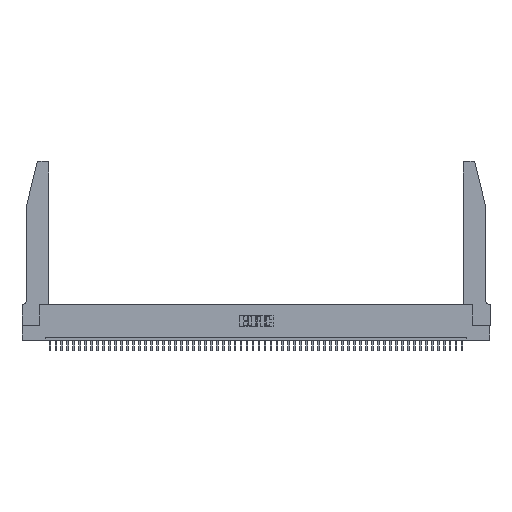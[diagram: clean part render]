
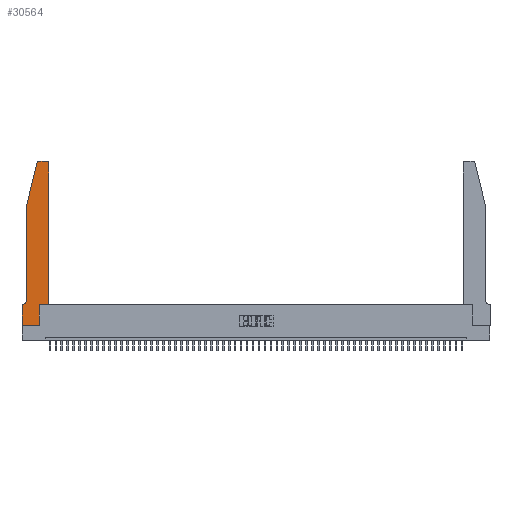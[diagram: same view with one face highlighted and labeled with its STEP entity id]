
A CAD part, top view. The second image highlights one B-rep face of the part: STEP entity #30564.
In plain terms, the highlighted planar face has unit normal (0, 0, 1).
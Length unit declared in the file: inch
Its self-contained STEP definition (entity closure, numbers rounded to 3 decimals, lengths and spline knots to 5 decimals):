
#57 = VECTOR ( 'NONE', #2213, 39.37008 ) ;
#102 = VERTEX_POINT ( 'NONE', #33075 ) ;
#187 = LINE ( 'NONE', #16299, #35162 ) ;
#1281 = CARTESIAN_POINT ( 'NONE',  ( 0.4205, 2.75, 0.37 ) ) ;
#1674 = FACE_OUTER_BOUND ( 'NONE', #49688, .T. ) ;
#1786 = ORIENTED_EDGE ( 'NONE', *, *, #36770, .T. ) ;
#2213 = DIRECTION ( 'NONE',  ( 0., -1., 0. ) ) ;
#5008 = DIRECTION ( 'NONE',  ( 1., 0., 0. ) ) ;
#6551 = DIRECTION ( 'NONE',  ( -1., 0., 0. ) ) ;
#8095 = DIRECTION ( 'NONE',  ( 0., -1., 0. ) ) ;
#8327 = DIRECTION ( 'NONE',  ( 0., 1., 0. ) ) ;
#8498 = CARTESIAN_POINT ( 'NONE',  ( 0.4505, 0.35, 0.37 ) ) ;
#8882 = DIRECTION ( 'NONE',  ( -1., 0., 0. ) ) ;
#9987 = VERTEX_POINT ( 'NONE', #21496 ) ;
#10191 = CARTESIAN_POINT ( 'NONE',  ( 0.0055, 0.42, 0.37 ) ) ;
#10755 = DIRECTION ( 'NONE',  ( 0., 0., -1. ) ) ;
#10854 = VERTEX_POINT ( 'NONE', #10927 ) ;
#10927 = CARTESIAN_POINT ( 'NONE',  ( 0.4505, 2.72, 0.37 ) ) ;
#13758 = LINE ( 'NONE', #23072, #28024 ) ;
#15303 = LINE ( 'NONE', #41370, #32173 ) ;
#15412 = ORIENTED_EDGE ( 'NONE', *, *, #52869, .T. ) ;
#15783 = DIRECTION ( 'NONE',  ( -0.239, -0.971, 0. ) ) ;
#16283 = VERTEX_POINT ( 'NONE', #1281 ) ;
#16299 = CARTESIAN_POINT ( 'NONE',  ( 0.4505, 0.35, 0.37 ) ) ;
#16366 = CIRCLE ( 'NONE', #21381, 0.03 ) ;
#16713 = EDGE_CURVE ( 'NONE', #102, #22472, #39573, .T. ) ;
#17489 = ORIENTED_EDGE ( 'NONE', *, *, #35015, .T. ) ;
#17633 = VECTOR ( 'NONE', #6551, 39.37008 ) ;
#17885 = VECTOR ( 'NONE', #37550, 39.37008 ) ;
#18309 = DIRECTION ( 'NONE',  ( 0., 0., 1. ) ) ;
#18674 = CARTESIAN_POINT ( 'NONE',  ( 0., 0., 0.37 ) ) ;
#18692 = LINE ( 'NONE', #42001, #38844 ) ;
#19218 = ORIENTED_EDGE ( 'NONE', *, *, #47604, .T. ) ;
#19822 = LINE ( 'NONE', #21140, #29501 ) ;
#20129 = DIRECTION ( 'NONE',  ( 1., 0., 0. ) ) ;
#21140 = CARTESIAN_POINT ( 'NONE',  ( 0.0755, 2., 0.37 ) ) ;
#21304 = AXIS2_PLACEMENT_3D ( 'NONE', #34818, #18309, #30810 ) ;
#21381 = AXIS2_PLACEMENT_3D ( 'NONE', #52666, #27930, #20129 ) ;
#21496 = CARTESIAN_POINT ( 'NONE',  ( 0.0755, 2., 0.37 ) ) ;
#21954 = CARTESIAN_POINT ( 'NONE',  ( 0.0055, 0.35, 0.37 ) ) ;
#22472 = VERTEX_POINT ( 'NONE', #42366 ) ;
#23072 = CARTESIAN_POINT ( 'NONE',  ( 0.0755, 2., 0.37 ) ) ;
#23156 = ORIENTED_EDGE ( 'NONE', *, *, #49473, .T. ) ;
#24149 = LINE ( 'NONE', #8498, #52093 ) ;
#24250 = CIRCLE ( 'NONE', #40228, 0.07 ) ;
#24653 = DIRECTION ( 'NONE',  ( 1., 0., 0. ) ) ;
#24755 = DIRECTION ( 'NONE',  ( 0., 1., 0. ) ) ;
#24782 = ORIENTED_EDGE ( 'NONE', *, *, #47899, .T. ) ;
#24956 = VERTEX_POINT ( 'NONE', #34163 ) ;
#25649 = VERTEX_POINT ( 'NONE', #51004 ) ;
#26100 = CARTESIAN_POINT ( 'NONE',  ( 0.284, 2.75, 0.37 ) ) ;
#27930 = DIRECTION ( 'NONE',  ( 0., 0., 1. ) ) ;
#28024 = VECTOR ( 'NONE', #15783, 39.37008 ) ;
#28479 = EDGE_CURVE ( 'NONE', #52324, #24956, #18692, .T. ) ;
#29119 = CARTESIAN_POINT ( 'NONE',  ( 0.25487, 2.72718, 0.37 ) ) ;
#29489 = EDGE_CURVE ( 'NONE', #16283, #40242, #15303, .T. ) ;
#29501 = VECTOR ( 'NONE', #8095, 39.37008 ) ;
#29819 = DIRECTION ( 'NONE',  ( 0., 0., 1. ) ) ;
#30205 = LINE ( 'NONE', #37905, #17885 ) ;
#30564 = ADVANCED_FACE ( 'NONE', ( #1674 ), #42198, .T. ) ;
#30810 = DIRECTION ( 'NONE',  ( 1., 0., 0. ) ) ;
#31503 = CIRCLE ( 'NONE', #21304, 0.03 ) ;
#32173 = VECTOR ( 'NONE', #8882, 39.37008 ) ;
#33075 = CARTESIAN_POINT ( 'NONE',  ( 0., 0.35, 0.37 ) ) ;
#34163 = CARTESIAN_POINT ( 'NONE',  ( 0.2865, 0.35, 0.37 ) ) ;
#34818 = CARTESIAN_POINT ( 'NONE',  ( 0.284, 2.72, 0.37 ) ) ;
#35015 = EDGE_CURVE ( 'NONE', #9987, #25649, #19822, .T. ) ;
#35162 = VECTOR ( 'NONE', #24653, 39.37008 ) ;
#35237 = DIRECTION ( 'NONE',  ( -1., 0., 0. ) ) ;
#36271 = ORIENTED_EDGE ( 'NONE', *, *, #29489, .T. ) ;
#36770 = EDGE_CURVE ( 'NONE', #42589, #9987, #13758, .T. ) ;
#37550 = DIRECTION ( 'NONE',  ( 1., 0., 0. ) ) ;
#37905 = CARTESIAN_POINT ( 'NONE',  ( 0., 0., 0.37 ) ) ;
#38844 = VECTOR ( 'NONE', #24755, 39.37008 ) ;
#39070 = ORIENTED_EDGE ( 'NONE', *, *, #16713, .T. ) ;
#39308 = ORIENTED_EDGE ( 'NONE', *, *, #28479, .T. ) ;
#39573 = LINE ( 'NONE', #18674, #57 ) ;
#40228 = AXIS2_PLACEMENT_3D ( 'NONE', #10191, #10755, #35237 ) ;
#40242 = VERTEX_POINT ( 'NONE', #26100 ) ;
#41138 = CARTESIAN_POINT ( 'NONE',  ( 0.4505, 0.35, 0.37 ) ) ;
#41370 = CARTESIAN_POINT ( 'NONE',  ( 0.2605, 2.75, 0.37 ) ) ;
#42001 = CARTESIAN_POINT ( 'NONE',  ( 0.2865, 0.35, 0.37 ) ) ;
#42069 = EDGE_CURVE ( 'NONE', #22472, #52324, #30205, .T. ) ;
#42198 = PLANE ( 'NONE',  #46904 ) ;
#42366 = CARTESIAN_POINT ( 'NONE',  ( 0., 0., 0.37 ) ) ;
#42589 = VERTEX_POINT ( 'NONE', #29119 ) ;
#44608 = CARTESIAN_POINT ( 'NONE',  ( 0.2865, 0., 0.37 ) ) ;
#45114 = VERTEX_POINT ( 'NONE', #21954 ) ;
#45284 = EDGE_CURVE ( 'NONE', #40242, #42589, #31503, .T. ) ;
#46904 = AXIS2_PLACEMENT_3D ( 'NONE', #50572, #29819, #5008 ) ;
#47604 = EDGE_CURVE ( 'NONE', #10854, #16283, #16366, .T. ) ;
#47816 = EDGE_CURVE ( 'NONE', #50380, #10854, #24149, .T. ) ;
#47899 = EDGE_CURVE ( 'NONE', #24956, #50380, #187, .T. ) ;
#47978 = ORIENTED_EDGE ( 'NONE', *, *, #45284, .T. ) ;
#48206 = LINE ( 'NONE', #51957, #17633 ) ;
#49473 = EDGE_CURVE ( 'NONE', #25649, #45114, #24250, .T. ) ;
#49688 = EDGE_LOOP ( 'NONE', ( #36271, #47978, #1786, #17489, #23156, #15412, #39070, #52709, #39308, #24782, #52621, #19218 ) ) ;
#50380 = VERTEX_POINT ( 'NONE', #41138 ) ;
#50572 = CARTESIAN_POINT ( 'NONE',  ( 0., 0.35, 0.37 ) ) ;
#51004 = CARTESIAN_POINT ( 'NONE',  ( 0.0755, 0.42, 0.37 ) ) ;
#51957 = CARTESIAN_POINT ( 'NONE',  ( 0.0755, 0.35, 0.37 ) ) ;
#52093 = VECTOR ( 'NONE', #8327, 39.37008 ) ;
#52324 = VERTEX_POINT ( 'NONE', #44608 ) ;
#52621 = ORIENTED_EDGE ( 'NONE', *, *, #47816, .T. ) ;
#52666 = CARTESIAN_POINT ( 'NONE',  ( 0.4205, 2.72, 0.37 ) ) ;
#52709 = ORIENTED_EDGE ( 'NONE', *, *, #42069, .T. ) ;
#52869 = EDGE_CURVE ( 'NONE', #45114, #102, #48206, .T. ) ;
